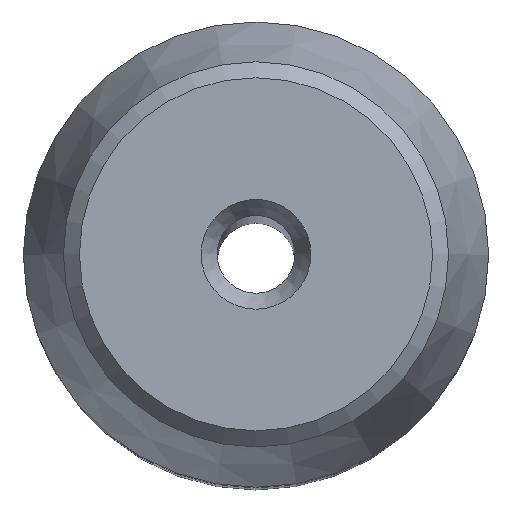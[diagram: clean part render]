
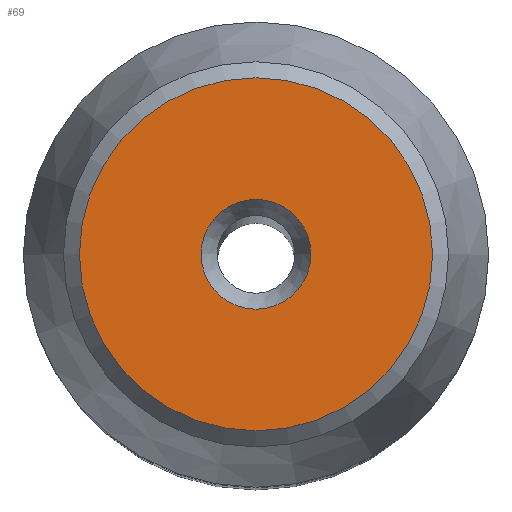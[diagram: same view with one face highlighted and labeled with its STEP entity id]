
A CAD part, top view. The second image highlights one B-rep face of the part: STEP entity #69.
In plain terms, the highlighted planar face has unit normal (0, 0, 1).
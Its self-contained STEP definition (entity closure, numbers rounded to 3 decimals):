
#57=PLANE('',#833);
#69=ADVANCED_FACE('',(#106,#107),#57,.F.);
#106=FACE_BOUND('',#142,.T.);
#107=FACE_BOUND('',#143,.T.);
#142=EDGE_LOOP('',(#186));
#143=EDGE_LOOP('',(#187));
#186=ORIENTED_EDGE('',*,*,#301,.F.);
#187=ORIENTED_EDGE('',*,*,#302,.F.);
#268=VERTEX_POINT('',#1126);
#269=VERTEX_POINT('',#1128);
#301=EDGE_CURVE('',#268,#268,#342,.T.);
#302=EDGE_CURVE('',#269,#269,#343,.T.);
#342=CIRCLE('',#831,1.2);
#343=CIRCLE('',#832,3.86);
#831=AXIS2_PLACEMENT_3D('',#1125,#948,#949);
#832=AXIS2_PLACEMENT_3D('',#1127,#950,#951);
#833=AXIS2_PLACEMENT_3D('',#1129,#952,#953);
#948=DIRECTION('',(0.,0.,1.));
#949=DIRECTION('',(-1.,0.,0.));
#950=DIRECTION('',(0.,0.,-1.));
#951=DIRECTION('',(-1.,0.,0.));
#952=DIRECTION('',(0.,0.,-1.));
#953=DIRECTION('',(-1.,0.,0.));
#1125=CARTESIAN_POINT('',(0.,0.,100.));
#1126=CARTESIAN_POINT('',(-1.2,0.,100.));
#1127=CARTESIAN_POINT('',(0.,0.,100.));
#1128=CARTESIAN_POINT('',(-3.86,0.,100.));
#1129=CARTESIAN_POINT('',(0.,0.,100.));
